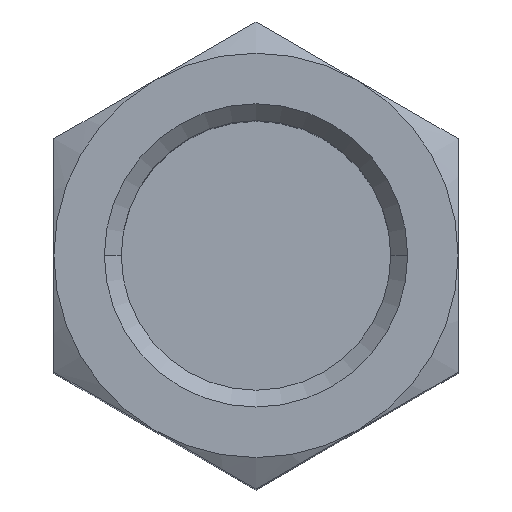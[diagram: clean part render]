
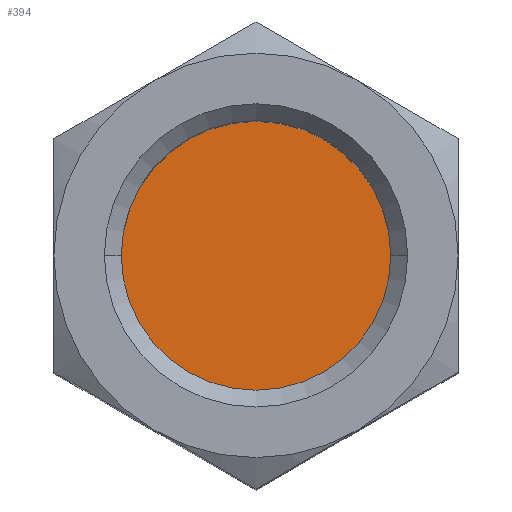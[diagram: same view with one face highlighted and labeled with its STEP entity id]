
A CAD part, top view. The second image highlights one B-rep face of the part: STEP entity #394.
In plain terms, the highlighted planar face has unit normal (0, 0, 1).
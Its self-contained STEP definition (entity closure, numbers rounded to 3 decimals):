
#69 = AXIS2_PLACEMENT_3D ( 'NONE', #409, #726, #1015 ) ;
#96 = DIRECTION ( 'NONE',  ( 0., 0., 1. ) ) ;
#132 = AXIS2_PLACEMENT_3D ( 'NONE', #382, #96, #865 ) ;
#183 = EDGE_CURVE ( 'NONE', #322, #1149, #717, .T. ) ;
#186 = FACE_OUTER_BOUND ( 'NONE', #1083, .T. ) ;
#249 = ORIENTED_EDGE ( 'NONE', *, *, #403, .T. ) ;
#259 = ORIENTED_EDGE ( 'NONE', *, *, #183, .T. ) ;
#260 = CIRCLE ( 'NONE', #943, 10. ) ;
#322 = VERTEX_POINT ( 'NONE', #944 ) ;
#382 = CARTESIAN_POINT ( 'NONE',  ( 0., 0., 20. ) ) ;
#390 = DIRECTION ( 'NONE',  ( 0., 0., 1. ) ) ;
#394 = ADVANCED_FACE ( 'NONE', ( #186 ), #1162, .T. ) ;
#403 = EDGE_CURVE ( 'NONE', #1149, #322, #260, .T. ) ;
#409 = CARTESIAN_POINT ( 'NONE',  ( 0., 0., 20. ) ) ;
#482 = DIRECTION ( 'NONE',  ( 1., 0., 0. ) ) ;
#647 = CARTESIAN_POINT ( 'NONE',  ( -10., 0., 20. ) ) ;
#717 = CIRCLE ( 'NONE', #69, 10. ) ;
#726 = DIRECTION ( 'NONE',  ( 0., 0., 1. ) ) ;
#865 = DIRECTION ( 'NONE',  ( 1., 0., 0. ) ) ;
#943 = AXIS2_PLACEMENT_3D ( 'NONE', #1148, #390, #482 ) ;
#944 = CARTESIAN_POINT ( 'NONE',  ( 10., 0., 20. ) ) ;
#1015 = DIRECTION ( 'NONE',  ( 1., 0., 0. ) ) ;
#1083 = EDGE_LOOP ( 'NONE', ( #259, #249 ) ) ;
#1148 = CARTESIAN_POINT ( 'NONE',  ( 0., 0., 20. ) ) ;
#1149 = VERTEX_POINT ( 'NONE', #647 ) ;
#1162 = PLANE ( 'NONE',  #132 ) ;
